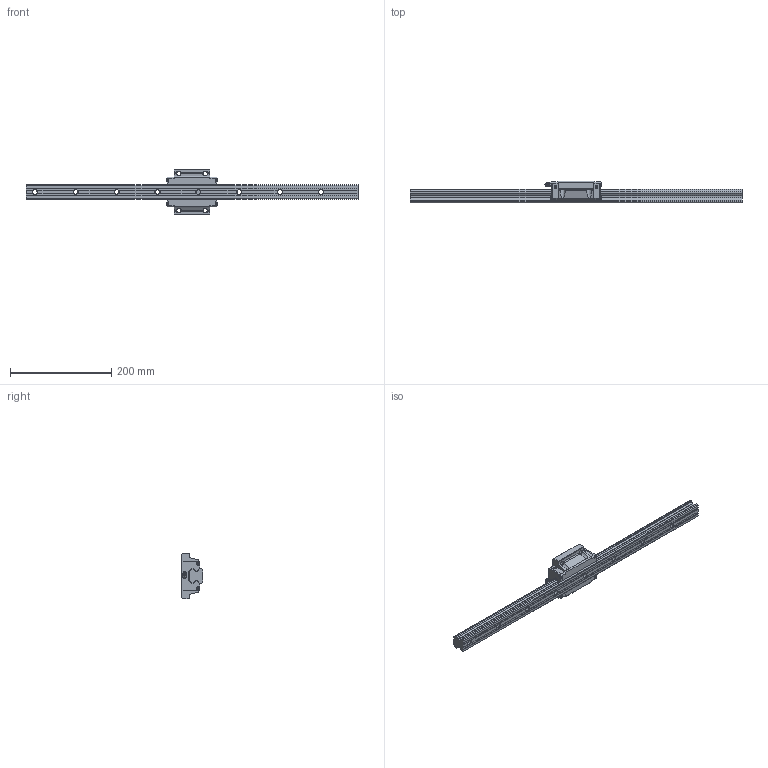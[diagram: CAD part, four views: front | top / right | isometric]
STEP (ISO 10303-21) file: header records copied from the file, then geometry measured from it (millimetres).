
FILE_DESCRIPTION(('FreeCAD Model'),'2;1');
FILE_NAME('Open CASCADE Shape Model','2025-05-02T10:44:53',('FreeCAD'),( 'FreeCAD'),'Open CASCADE STEP processor 7.6','FreeCAD','Unknown');
FILE_SCHEMA(('AUTOMOTIVE_DESIGN { 1 0 10303 214 1 1 1 1 }'));
Length unit declared in the file: millimetre
Products named in the file (1): Open CASCADE STEP translator 7.6 1
Bounding box: 656.56 x 42.42 x 90.91 mm (x, y, z)
Volume: 589754.8 mm3; surface area: 121783.3 mm2
Topology: 10 solids, 10 shells, 488 faces, 1290 edges, 832 vertices
Faces by surface type: bspline 488
Entity records: 15520 total; most frequent: CARTESIAN_POINT 8008, ORIENTED_EDGE 2564, EDGE_CURVE 1282, B_SPLINE_CURVE_WITH_KNOTS 913, VERTEX_POINT 832, FACE_BOUND 542, EDGE_LOOP 542, ADVANCED_FACE 488
